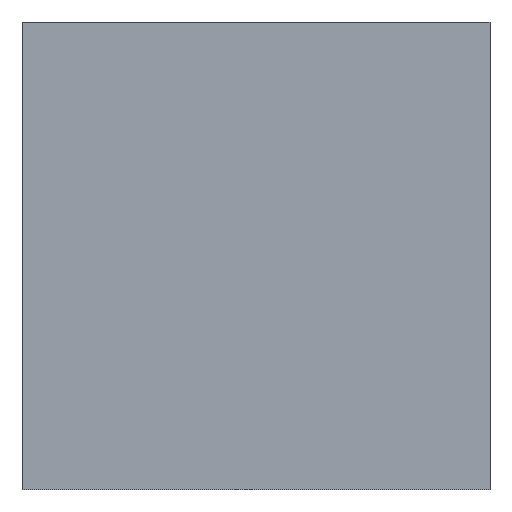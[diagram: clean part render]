
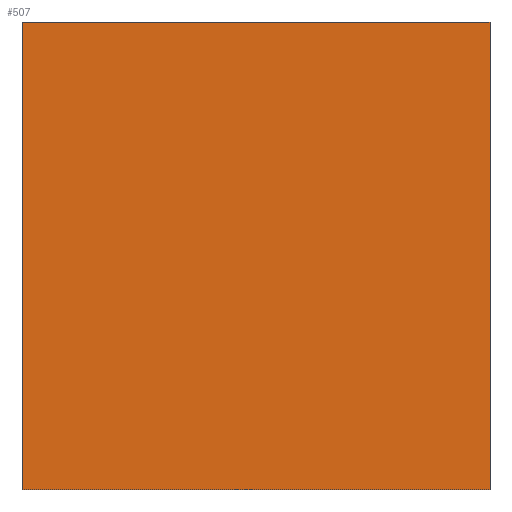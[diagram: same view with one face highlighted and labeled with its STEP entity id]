
A CAD part, front view. The second image highlights one B-rep face of the part: STEP entity #507.
In plain terms, the highlighted planar face has unit normal (0, -1, 0).
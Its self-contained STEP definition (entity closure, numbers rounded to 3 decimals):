
#53=FACE_OUTER_BOUND('',#83,.T.);
#83=EDGE_LOOP('',(#456,#457,#458,#459));
#131=LINE('',#800,#193);
#141=LINE('',#822,#203);
#143=LINE('',#826,#205);
#145=LINE('',#829,#207);
#193=VECTOR('',#658,10.);
#203=VECTOR('',#680,10.);
#205=VECTOR('',#684,10.);
#207=VECTOR('',#688,10.);
#244=VERTEX_POINT('',#797);
#245=VERTEX_POINT('',#799);
#251=VERTEX_POINT('',#821);
#252=VERTEX_POINT('',#825);
#306=EDGE_CURVE('',#244,#245,#131,.T.);
#317=EDGE_CURVE('',#251,#244,#141,.T.);
#319=EDGE_CURVE('',#252,#251,#143,.T.);
#321=EDGE_CURVE('',#245,#252,#145,.T.);
#456=ORIENTED_EDGE('',*,*,#306,.F.);
#457=ORIENTED_EDGE('',*,*,#317,.F.);
#458=ORIENTED_EDGE('',*,*,#319,.F.);
#459=ORIENTED_EDGE('',*,*,#321,.F.);
#482=PLANE('',#562);
#507=ADVANCED_FACE('',(#53),#482,.F.);
#562=AXIS2_PLACEMENT_3D('',#830,#689,#690);
#658=DIRECTION('',(0.,0.,-1.));
#680=DIRECTION('',(1.,0.,0.));
#684=DIRECTION('',(0.,0.,1.));
#688=DIRECTION('',(-1.,0.,0.));
#689=DIRECTION('center_axis',(0.,1.,0.));
#690=DIRECTION('ref_axis',(0.,0.,1.));
#797=CARTESIAN_POINT('',(30.,0.,0.));
#799=CARTESIAN_POINT('',(30.,0.,-30.));
#800=CARTESIAN_POINT('',(30.,0.,0.));
#821=CARTESIAN_POINT('',(0.,0.,0.));
#822=CARTESIAN_POINT('',(0.,0.,0.));
#825=CARTESIAN_POINT('',(0.,0.,-30.));
#826=CARTESIAN_POINT('',(0.,0.,-30.));
#829=CARTESIAN_POINT('',(30.,0.,-30.));
#830=CARTESIAN_POINT('Origin',(15.,0.,-15.));
